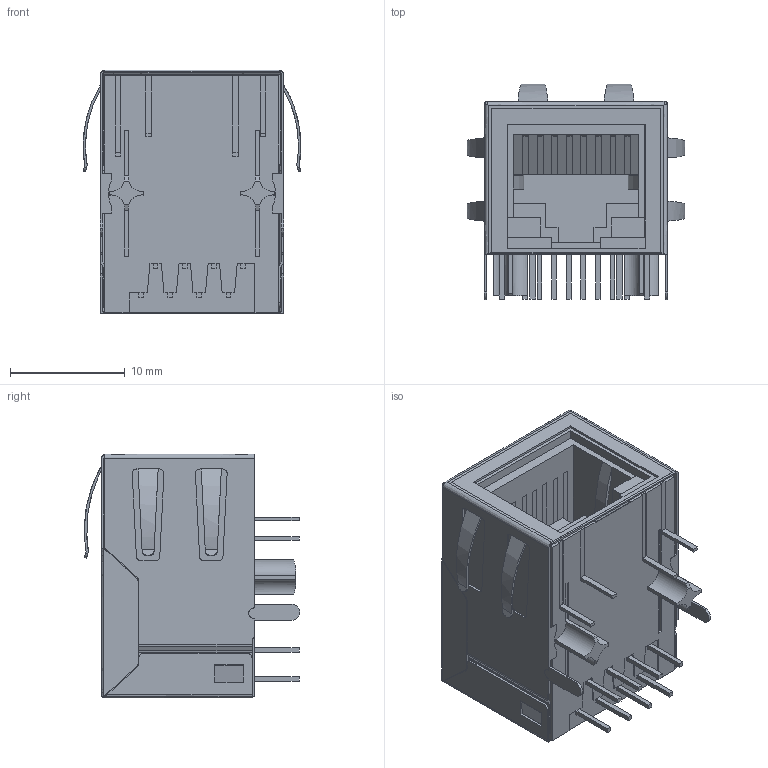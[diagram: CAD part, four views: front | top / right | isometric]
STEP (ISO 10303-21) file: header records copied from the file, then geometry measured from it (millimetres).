
FILE_DESCRIPTION (( 'STEP AP214' ), '1' );
FILE_NAME ('J1B1211CCD.STEP', '2021-07-21T09:54:17', ( '' ), ( '' ), 'SwSTEP 2.0', 'SolidWorks 2018', '' );
FILE_SCHEMA (( 'AUTOMOTIVE_DESIGN' ));
Length unit declared in the file: millimetre
Products named in the file (1): J1B1211CCD
Bounding box: 19.01 x 18.8 x 21.3 mm (x, y, z)
Volume: 2950.4 mm3; surface area: 5352.3 mm2
Topology: 25 solids, 25 shells, 696 faces, 1888 edges, 1241 vertices
Faces by surface type: plane 368, bspline 257, cylinder 71
Entity records: 26767 total; most frequent: CARTESIAN_POINT 7231, ORIENTED_EDGE 3776, DIRECTION 2149, EDGE_CURVE 1888, VERTEX_POINT 1241, VECTOR 1013, LINE 1013, EDGE_LOOP 721
